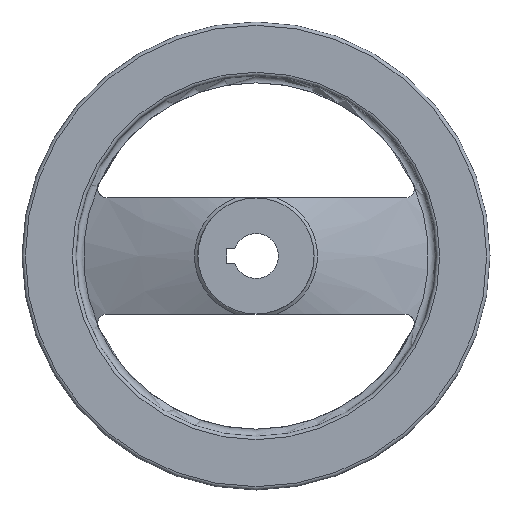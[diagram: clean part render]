
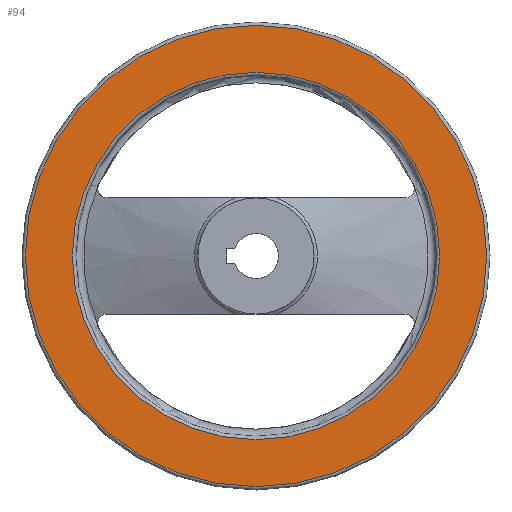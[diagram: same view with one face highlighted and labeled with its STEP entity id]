
A CAD part, left-side view. The second image highlights one B-rep face of the part: STEP entity #94.
In plain terms, the highlighted planar face has unit normal (-1, 0, 0).
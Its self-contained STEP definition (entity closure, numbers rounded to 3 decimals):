
#94 = ADVANCED_FACE( '', ( #202, #203 ), #204, .F. );
#202 = FACE_OUTER_BOUND( '', #319, .T. );
#203 = FACE_BOUND( '', #320, .T. );
#204 = PLANE( '', #321 );
#319 = EDGE_LOOP( '', ( #527 ) );
#320 = EDGE_LOOP( '', ( #528 ) );
#321 = AXIS2_PLACEMENT_3D( '', #529, #530, #531 );
#527 = ORIENTED_EDGE( '', *, *, #719, .F. );
#528 = ORIENTED_EDGE( '', *, *, #703, .T. );
#529 = CARTESIAN_POINT( '', ( 17.1, 49.056, 0. ) );
#530 = DIRECTION( '', ( 1., 0., 0. ) );
#531 = DIRECTION( '', ( 0., 0., -1. ) );
#703 = EDGE_CURVE( '', #848, #848, #849, .T. );
#719 = EDGE_CURVE( '', #872, #872, #873, .T. );
#848 = VERTEX_POINT( '', #1291 );
#849 = CIRCLE( '', #1292, 49.056 );
#872 = VERTEX_POINT( '', #1317 );
#873 = CIRCLE( '', #1318, 61.6 );
#1291 = CARTESIAN_POINT( '', ( 17.1, 0., -49.056 ) );
#1292 = AXIS2_PLACEMENT_3D( '', #1456, #1457, #1458 );
#1317 = CARTESIAN_POINT( '', ( 17.1, 0., -61.6 ) );
#1318 = AXIS2_PLACEMENT_3D( '', #1479, #1480, #1481 );
#1456 = CARTESIAN_POINT( '', ( 17.1, 0., 0. ) );
#1457 = DIRECTION( '', ( 1., 0., 0. ) );
#1458 = DIRECTION( '', ( 0., 0., -1. ) );
#1479 = CARTESIAN_POINT( '', ( 17.1, 0., 0. ) );
#1480 = DIRECTION( '', ( 1., 0., 0. ) );
#1481 = DIRECTION( '', ( 0., 0., -1. ) );
